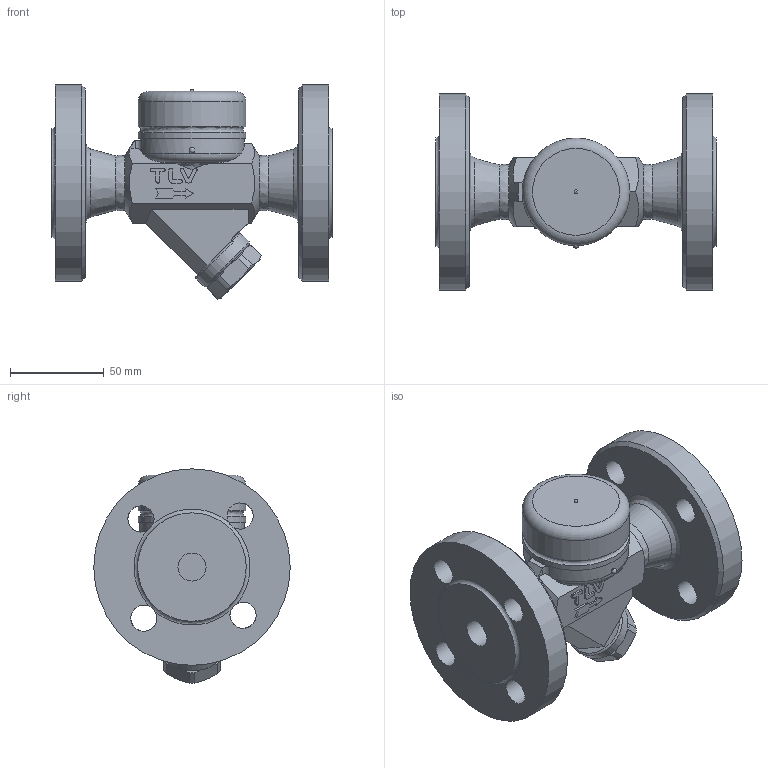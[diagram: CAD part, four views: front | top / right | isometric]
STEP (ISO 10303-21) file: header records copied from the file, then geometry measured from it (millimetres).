
FILE_DESCRIPTION((''),'2;1');
FILE_NAME('a46s0-020-e0025-00.stp','2009-11-12T16:24:26',('nakaot'),(''),'Autodesk Inventor 2008','Autodesk Inventor 2008','');
FILE_SCHEMA(('AUTOMOTIVE_DESIGN { 1 0 10303 214 1 1 1 1 }'));
Length unit declared in the file: millimetre
Products named in the file (1): a46s0-020-e0025-00
Bounding box: 150 x 105 x 114.54 mm (x, y, z)
Volume: 496445.4 mm3; surface area: 76905.3 mm2
Topology: 2 solids, 2 shells, 134 faces, 367 edges, 238 vertices
Faces by surface type: plane 65, cylinder 33, bspline 22, cone 8, torus 4, sphere 2
Full cylindrical faces by diameter (mm): 3 x1, 14 x4, 15 x1, 34 x1, 40 x1, 56 x1, 57.5 x2, 105 x1
Entity records: 4849 total; most frequent: CARTESIAN_POINT 1774, ORIENTED_EDGE 624, DIRECTION 601, EDGE_CURVE 312, AXIS2_PLACEMENT_3D 232, VERTEX_POINT 220, EDGE_LOOP 190, VECTOR 137
